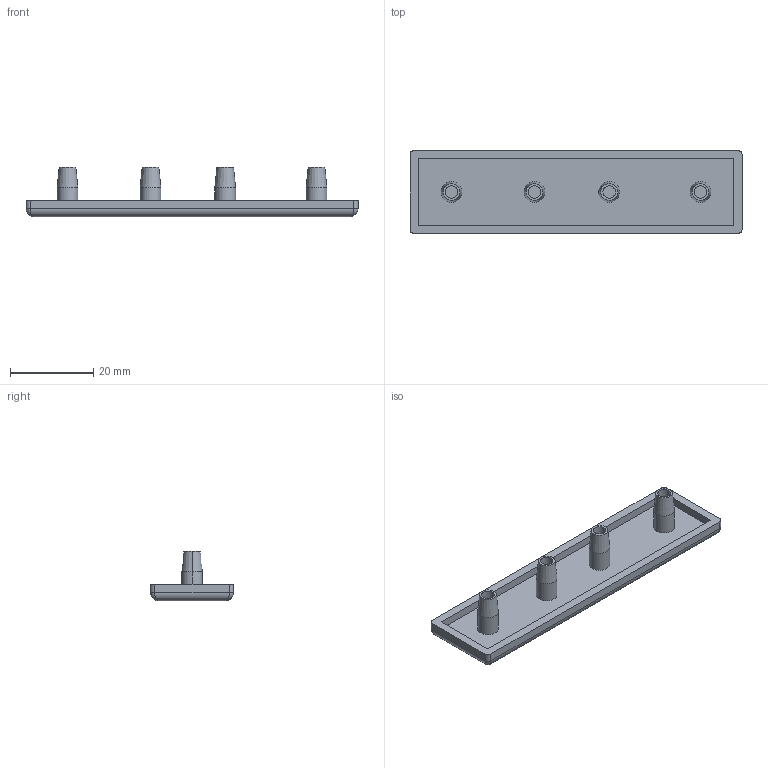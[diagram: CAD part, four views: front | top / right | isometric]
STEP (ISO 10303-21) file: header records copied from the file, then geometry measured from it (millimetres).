
FILE_DESCRIPTION (( 'STEP AP203' ), '1' );
FILE_NAME ('4.11.20.2080.STEP', '2014-06-25T03:04:29', ( 'USER' ), ( 'Microsoft' ), 'SwSTEP 2.0', 'SolidWorks 2012', '' );
FILE_SCHEMA (( 'CONFIG_CONTROL_DESIGN' ));
Length unit declared in the file: millimetre
Products named in the file (1): 4.11.20.2080
Bounding box: 80 x 20 x 12 mm (x, y, z)
Volume: 4228.4 mm3; surface area: 5136 mm2
Topology: 1 solids, 1 shells, 55 faces, 116 edges, 68 vertices
Faces by surface type: cylinder 24, plane 19, cone 8, bspline 4
Entity records: 1659 total; most frequent: CARTESIAN_POINT 424, DIRECTION 256, ORIENTED_EDGE 224, EDGE_CURVE 112, AXIS2_PLACEMENT_3D 100, VERTEX_POINT 68, EDGE_LOOP 64, VECTOR 56
